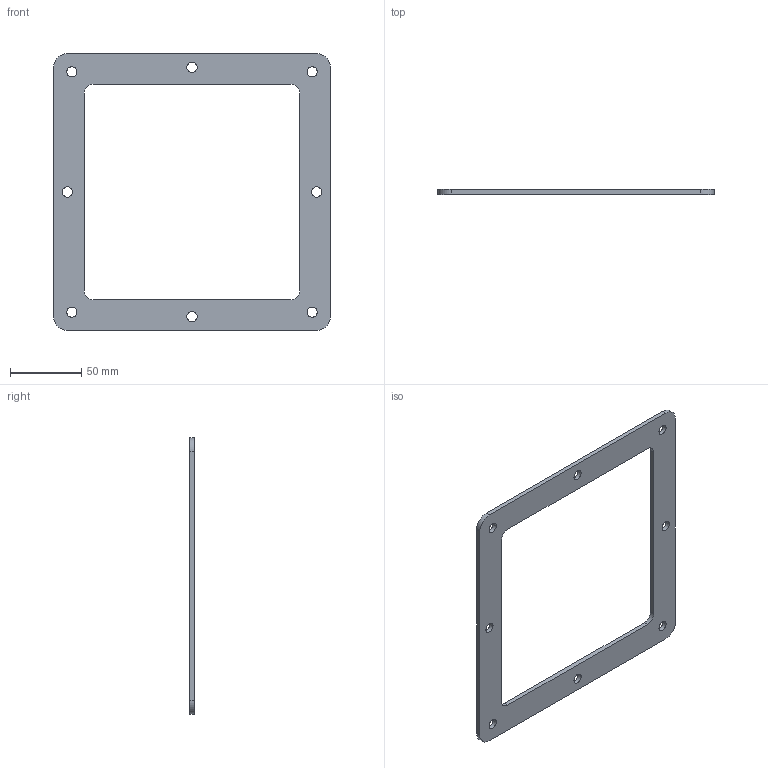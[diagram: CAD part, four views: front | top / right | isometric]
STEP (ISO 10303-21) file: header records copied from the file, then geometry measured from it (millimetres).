
FILE_DESCRIPTION (( 'STEP AP203' ), '1' );
FILE_NAME ('1487DSSS.step', '2020-11-17T21:14:33', ( 'ADC123' ), ( 'Microsoft' ), 'SwSTEP 2.0', 'SolidWorks 2019', '' );
FILE_SCHEMA (( 'CONFIG_CONTROL_DESIGN' ));
Length unit declared in the file: inch
Products named in the file (1): 1487DSSS
Bounding box: 193.68 x 3.17 x 193.68 mm (x, y, z)
Volume: 45690.6 mm3; surface area: 33640 mm2
Topology: 1 solids, 1 shells, 26 faces, 72 edges, 48 vertices
Faces by surface type: cylinder 16, plane 10
Full cylindrical faces by diameter (mm): 7.137 x8
Entity records: 923 total; most frequent: DIRECTION 150, CARTESIAN_POINT 139, ORIENTED_EDGE 128, EDGE_CURVE 64, AXIS2_PLACEMENT_3D 59, EDGE_LOOP 52, VERTEX_POINT 48, FACE_OUTER_BOUND 34
